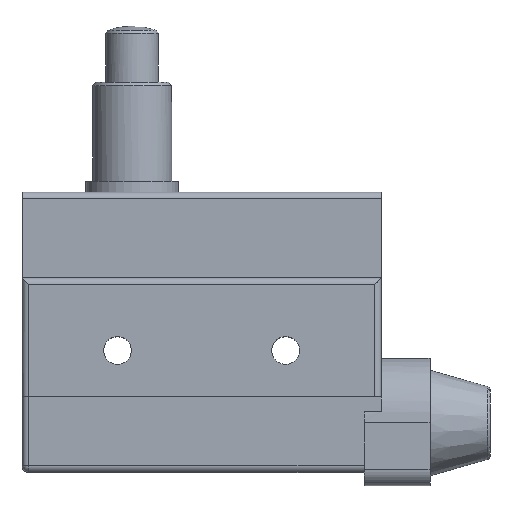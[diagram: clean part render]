
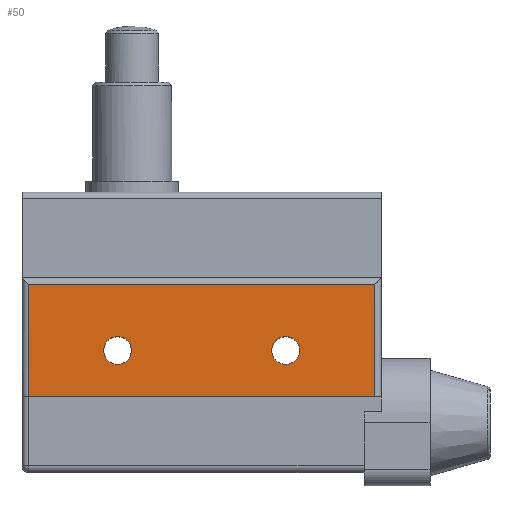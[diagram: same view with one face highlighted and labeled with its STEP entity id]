
A CAD part, top view. The second image highlights one B-rep face of the part: STEP entity #50.
In plain terms, the highlighted planar face has unit normal (0, 0, 1).
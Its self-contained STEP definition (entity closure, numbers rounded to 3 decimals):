
#50=ADVANCED_FACE('',(#120,#122,#124),#126,.T.);
#120=FACE_BOUND('',#121,.T.);
#121=EDGE_LOOP('',(#506,#507,#508,#509));
#122=FACE_BOUND('',#123,.T.);
#123=EDGE_LOOP('',(#510));
#124=FACE_BOUND('',#125,.T.);
#125=EDGE_LOOP('',(#511));
#126=PLANE('',#127);
#127=AXIS2_PLACEMENT_3D('',#128,#129,#130);
#128=CARTESIAN_POINT('',(0.,0.,11.));
#129=DIRECTION('',(0.,0.,1.));
#130=DIRECTION('',(1.,0.,0.));
#506=ORIENTED_EDGE('',*,*,#737,.T.);
#507=ORIENTED_EDGE('',*,*,#738,.T.);
#508=ORIENTED_EDGE('',*,*,#739,.T.);
#509=ORIENTED_EDGE('',*,*,#740,.T.);
#510=ORIENTED_EDGE('',*,*,#741,.T.);
#511=ORIENTED_EDGE('',*,*,#736,.T.);
#736=EDGE_CURVE('',#858,#858,#859,.T.);
#737=EDGE_CURVE('',#860,#861,#862,.T.);
#738=EDGE_CURVE('',#861,#863,#864,.T.);
#739=EDGE_CURVE('',#863,#865,#866,.T.);
#740=EDGE_CURVE('',#865,#860,#867,.T.);
#741=EDGE_CURVE('',#868,#868,#869,.T.);
#858=VERTEX_POINT('',#1067);
#859=CIRCLE('',#1068,2.105);
#860=VERTEX_POINT('',#1072);
#861=VERTEX_POINT('',#1073);
#862=LINE('',#1074,#1075);
#863=VERTEX_POINT('',#1077);
#864=LINE('',#1078,#1079);
#865=VERTEX_POINT('',#1081);
#866=LINE('',#1082,#1083);
#867=LINE('',#1085,#1086);
#868=VERTEX_POINT('',#1088);
#869=CIRCLE('',#1089,2.105);
#1067=CARTESIAN_POINT('',(-10.645,0.,11.));
#1068=AXIS2_PLACEMENT_3D('',#1069,#1070,#1071);
#1069=CARTESIAN_POINT('',(-12.75,0.,11.));
#1070=DIRECTION('',(0.,0.,-1.));
#1071=DIRECTION('',(1.,0.,0.));
#1072=CARTESIAN_POINT('',(26.25,10.,11.));
#1073=CARTESIAN_POINT('',(-26.25,10.,11.));
#1074=CARTESIAN_POINT('',(26.25,10.,11.));
#1075=VECTOR('',#1076,1.);
#1076=DIRECTION('',(-1.,0.,0.));
#1077=CARTESIAN_POINT('',(-26.25,-7.,11.));
#1078=CARTESIAN_POINT('',(-26.25,10.,11.));
#1079=VECTOR('',#1080,1.);
#1080=DIRECTION('',(0.,-1.,0.));
#1081=CARTESIAN_POINT('',(26.25,-7.,11.));
#1082=CARTESIAN_POINT('',(-26.25,-7.,11.));
#1083=VECTOR('',#1084,1.);
#1084=DIRECTION('',(1.,0.,0.));
#1085=CARTESIAN_POINT('',(26.25,-7.,11.));
#1086=VECTOR('',#1087,1.);
#1087=DIRECTION('',(0.,1.,0.));
#1088=CARTESIAN_POINT('',(14.855,0.,11.));
#1089=AXIS2_PLACEMENT_3D('',#1090,#1091,#1092);
#1090=CARTESIAN_POINT('',(12.75,0.,11.));
#1091=DIRECTION('',(0.,0.,-1.));
#1092=DIRECTION('',(1.,0.,0.));
